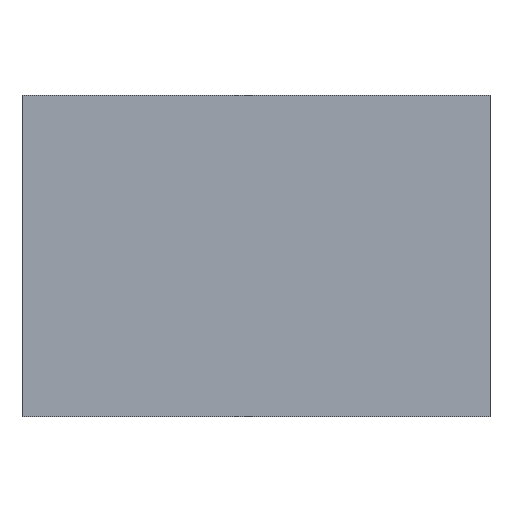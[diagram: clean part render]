
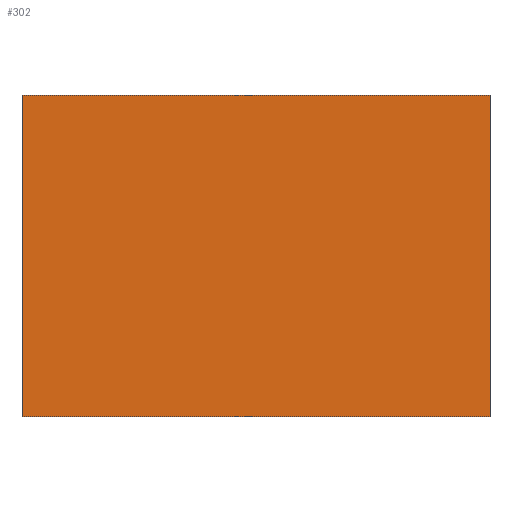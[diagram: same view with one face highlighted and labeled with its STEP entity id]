
A CAD part, top view. The second image highlights one B-rep face of the part: STEP entity #302.
In plain terms, the highlighted planar face has unit normal (0, 0, 1).
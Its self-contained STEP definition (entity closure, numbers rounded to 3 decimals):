
#31 = PLANE('',#32);
#32 = AXIS2_PLACEMENT_3D('',#33,#34,#35);
#33 = CARTESIAN_POINT('',(269.353,298.801,
    318.77));
#34 = DIRECTION('',(-1.,0.,0.));
#35 = DIRECTION('',(0.,0.,-1.));
#54 = VERTEX_POINT('',#55);
#55 = CARTESIAN_POINT('',(269.353,293.792,
    318.52));
#67 = PLANE('',#68);
#68 = AXIS2_PLACEMENT_3D('',#69,#70,#71);
#69 = CARTESIAN_POINT('',(268.586,293.792,
    318.77));
#70 = DIRECTION('',(0.,-1.,0.));
#71 = DIRECTION('',(1.,0.,0.));
#78 = EDGE_CURVE('',#79,#54,#81,.T.);
#79 = VERTEX_POINT('',#80);
#80 = CARTESIAN_POINT('',(269.353,298.237,
    318.52));
#81 = SURFACE_CURVE('',#82,(#85,#91),.PCURVE_S1.);
#82 = B_SPLINE_CURVE_WITH_KNOTS('',1,(#83,#84),.UNSPECIFIED.,.F.,.F.,(2,
    2),(0.,4.445),.PIECEWISE_BEZIER_KNOTS.);
#83 = CARTESIAN_POINT('',(269.353,298.237,
    318.52));
#84 = CARTESIAN_POINT('',(269.353,293.792,
    318.52));
#85 = PCURVE('',#31,#86);
#86 = DEFINITIONAL_REPRESENTATION('',(#87),#90);
#87 = B_SPLINE_CURVE_WITH_KNOTS('',1,(#88,#89),.UNSPECIFIED.,.F.,.F.,(2,
    2),(0.,4.445),.PIECEWISE_BEZIER_KNOTS.);
#88 = CARTESIAN_POINT('',(0.25,0.565));
#89 = CARTESIAN_POINT('',(0.25,5.01));
#90 = ( GEOMETRIC_REPRESENTATION_CONTEXT(2) 
PARAMETRIC_REPRESENTATION_CONTEXT() REPRESENTATION_CONTEXT('2D SPACE',''
  ) );
#91 = PCURVE('',#92,#97);
#92 = PLANE('',#93);
#93 = AXIS2_PLACEMENT_3D('',#94,#95,#96);
#94 = CARTESIAN_POINT('',(268.586,293.227,
    318.52));
#95 = DIRECTION('',(0.,0.,1.));
#96 = DIRECTION('',(0.,-1.,0.));
#97 = DEFINITIONAL_REPRESENTATION('',(#98),#101);
#98 = B_SPLINE_CURVE_WITH_KNOTS('',1,(#99,#100),.UNSPECIFIED.,.F.,.F.,(2
    ,2),(0.,4.445),.PIECEWISE_BEZIER_KNOTS.);
#99 = CARTESIAN_POINT('',(-5.01,0.768));
#100 = CARTESIAN_POINT('',(-0.565,0.768));
#101 = ( GEOMETRIC_REPRESENTATION_CONTEXT(2) 
PARAMETRIC_REPRESENTATION_CONTEXT() REPRESENTATION_CONTEXT('2D SPACE',''
  ) );
#115 = PLANE('',#116);
#116 = AXIS2_PLACEMENT_3D('',#117,#118,#119);
#117 = CARTESIAN_POINT('',(276.598,298.237,
    318.77));
#118 = DIRECTION('',(0.,1.,0.));
#119 = DIRECTION('',(-1.,0.,0.));
#150 = VERTEX_POINT('',#151);
#151 = CARTESIAN_POINT('',(275.83,293.792,
    318.52));
#163 = PLANE('',#164);
#164 = AXIS2_PLACEMENT_3D('',#165,#166,#167);
#165 = CARTESIAN_POINT('',(275.83,293.227,
    318.77));
#166 = DIRECTION('',(1.,0.,0.));
#167 = DIRECTION('',(0.,0.,1.));
#174 = EDGE_CURVE('',#54,#150,#175,.T.);
#175 = SURFACE_CURVE('',#176,(#179,#185),.PCURVE_S1.);
#176 = B_SPLINE_CURVE_WITH_KNOTS('',1,(#177,#178),.UNSPECIFIED.,.F.,.F.,
  (2,2),(0.,6.477),.PIECEWISE_BEZIER_KNOTS.);
#177 = CARTESIAN_POINT('',(269.353,293.792,
    318.52));
#178 = CARTESIAN_POINT('',(275.83,293.792,
    318.52));
#179 = PCURVE('',#67,#180);
#180 = DEFINITIONAL_REPRESENTATION('',(#181),#184);
#181 = B_SPLINE_CURVE_WITH_KNOTS('',1,(#182,#183),.UNSPECIFIED.,.F.,.F.,
  (2,2),(0.,6.477),.PIECEWISE_BEZIER_KNOTS.);
#182 = CARTESIAN_POINT('',(0.768,-0.25));
#183 = CARTESIAN_POINT('',(7.245,-0.25));
#184 = ( GEOMETRIC_REPRESENTATION_CONTEXT(2) 
PARAMETRIC_REPRESENTATION_CONTEXT() REPRESENTATION_CONTEXT('2D SPACE',''
  ) );
#185 = PCURVE('',#92,#186);
#186 = DEFINITIONAL_REPRESENTATION('',(#187),#190);
#187 = B_SPLINE_CURVE_WITH_KNOTS('',1,(#188,#189),.UNSPECIFIED.,.F.,.F.,
  (2,2),(0.,6.477),.PIECEWISE_BEZIER_KNOTS.);
#188 = CARTESIAN_POINT('',(-0.565,0.768));
#189 = CARTESIAN_POINT('',(-0.565,7.245));
#190 = ( GEOMETRIC_REPRESENTATION_CONTEXT(2) 
PARAMETRIC_REPRESENTATION_CONTEXT() REPRESENTATION_CONTEXT('2D SPACE',''
  ) );
#217 = VERTEX_POINT('',#218);
#218 = CARTESIAN_POINT('',(275.83,298.237,
    318.52));
#236 = EDGE_CURVE('',#150,#217,#237,.T.);
#237 = SURFACE_CURVE('',#238,(#241,#247),.PCURVE_S1.);
#238 = B_SPLINE_CURVE_WITH_KNOTS('',1,(#239,#240),.UNSPECIFIED.,.F.,.F.,
  (2,2),(0.,4.445),.PIECEWISE_BEZIER_KNOTS.);
#239 = CARTESIAN_POINT('',(275.83,293.792,
    318.52));
#240 = CARTESIAN_POINT('',(275.83,298.237,
    318.52));
#241 = PCURVE('',#163,#242);
#242 = DEFINITIONAL_REPRESENTATION('',(#243),#246);
#243 = B_SPLINE_CURVE_WITH_KNOTS('',1,(#244,#245),.UNSPECIFIED.,.F.,.F.,
  (2,2),(0.,4.445),.PIECEWISE_BEZIER_KNOTS.);
#244 = CARTESIAN_POINT('',(-0.25,-0.565));
#245 = CARTESIAN_POINT('',(-0.25,-5.01));
#246 = ( GEOMETRIC_REPRESENTATION_CONTEXT(2) 
PARAMETRIC_REPRESENTATION_CONTEXT() REPRESENTATION_CONTEXT('2D SPACE',''
  ) );
#247 = PCURVE('',#92,#248);
#248 = DEFINITIONAL_REPRESENTATION('',(#249),#252);
#249 = B_SPLINE_CURVE_WITH_KNOTS('',1,(#250,#251),.UNSPECIFIED.,.F.,.F.,
  (2,2),(0.,4.445),.PIECEWISE_BEZIER_KNOTS.);
#250 = CARTESIAN_POINT('',(-0.565,7.245));
#251 = CARTESIAN_POINT('',(-5.01,7.245));
#252 = ( GEOMETRIC_REPRESENTATION_CONTEXT(2) 
PARAMETRIC_REPRESENTATION_CONTEXT() REPRESENTATION_CONTEXT('2D SPACE',''
  ) );
#277 = EDGE_CURVE('',#217,#79,#278,.T.);
#278 = SURFACE_CURVE('',#279,(#282,#288),.PCURVE_S1.);
#279 = B_SPLINE_CURVE_WITH_KNOTS('',1,(#280,#281),.UNSPECIFIED.,.F.,.F.,
  (2,2),(0.,6.477),.PIECEWISE_BEZIER_KNOTS.);
#280 = CARTESIAN_POINT('',(275.83,298.237,
    318.52));
#281 = CARTESIAN_POINT('',(269.353,298.237,
    318.52));
#282 = PCURVE('',#115,#283);
#283 = DEFINITIONAL_REPRESENTATION('',(#284),#287);
#284 = B_SPLINE_CURVE_WITH_KNOTS('',1,(#285,#286),.UNSPECIFIED.,.F.,.F.,
  (2,2),(0.,6.477),.PIECEWISE_BEZIER_KNOTS.);
#285 = CARTESIAN_POINT('',(0.768,-0.25));
#286 = CARTESIAN_POINT('',(7.245,-0.25));
#287 = ( GEOMETRIC_REPRESENTATION_CONTEXT(2) 
PARAMETRIC_REPRESENTATION_CONTEXT() REPRESENTATION_CONTEXT('2D SPACE',''
  ) );
#288 = PCURVE('',#92,#289);
#289 = DEFINITIONAL_REPRESENTATION('',(#290),#293);
#290 = B_SPLINE_CURVE_WITH_KNOTS('',1,(#291,#292),.UNSPECIFIED.,.F.,.F.,
  (2,2),(0.,6.477),.PIECEWISE_BEZIER_KNOTS.);
#291 = CARTESIAN_POINT('',(-5.01,7.245));
#292 = CARTESIAN_POINT('',(-5.01,0.768));
#293 = ( GEOMETRIC_REPRESENTATION_CONTEXT(2) 
PARAMETRIC_REPRESENTATION_CONTEXT() REPRESENTATION_CONTEXT('2D SPACE',''
  ) );
#302 = ADVANCED_FACE('',(#303),#92,.T.);
#303 = FACE_BOUND('',#304,.T.);
#304 = EDGE_LOOP('',(#305,#306,#307,#308));
#305 = ORIENTED_EDGE('',*,*,#174,.T.);
#306 = ORIENTED_EDGE('',*,*,#236,.T.);
#307 = ORIENTED_EDGE('',*,*,#277,.T.);
#308 = ORIENTED_EDGE('',*,*,#78,.T.);
